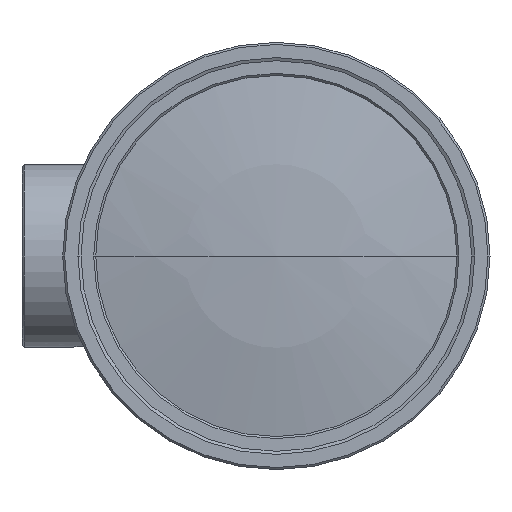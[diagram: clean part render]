
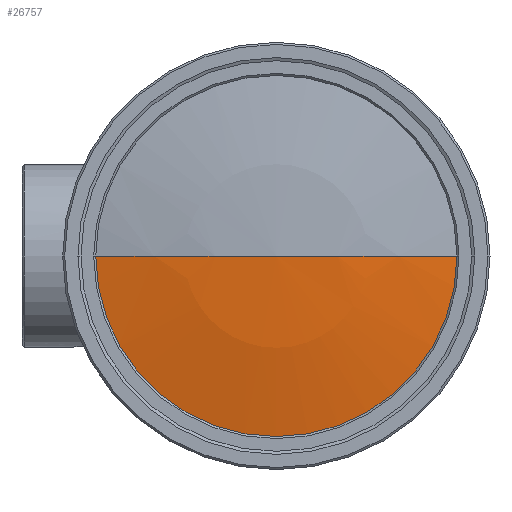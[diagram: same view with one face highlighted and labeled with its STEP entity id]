
A CAD part, left-side view. The second image highlights one B-rep face of the part: STEP entity #26757.
In plain terms, the highlighted spherical face has radius 89.07 mm.
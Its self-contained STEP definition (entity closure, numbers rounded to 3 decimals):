
#25420=CARTESIAN_POINT('',(-53.93,0.,0.));
#25421=DIRECTION('',(0.,0.,1.));
#25422=DIRECTION('',(-0.979,0.202,0.));
#25423=AXIS2_PLACEMENT_3D('',#25420,#25421,#25422);
#25425=CARTESIAN_POINT('',(-53.93,0.,0.));
#25426=DIRECTION('',(0.,0.,-1.));
#25427=DIRECTION('',(-0.979,-0.202,0.));
#25428=AXIS2_PLACEMENT_3D('',#25425,#25426,#25427);
#25430=CARTESIAN_POINT('',(-141.173,0.,0.));
#25431=DIRECTION('',(-1.,0.,0.));
#25432=DIRECTION('',(0.,1.,0.));
#25433=AXIS2_PLACEMENT_3D('',#25430,#25431,#25432);
#25512=CARTESIAN_POINT('',(-141.173,17.95,0.));
#25513=VERTEX_POINT('',#25512);
#25514=CARTESIAN_POINT('',(-143.,0.,0.));
#25515=VERTEX_POINT('',#25514);
#25596=CARTESIAN_POINT('',(-141.173,-17.95,0.));
#25597=VERTEX_POINT('',#25596);
#26745=CARTESIAN_POINT('',(-53.93,0.,0.));
#26746=DIRECTION('',(1.,0.,0.));
#26747=DIRECTION('',(0.,-1.,0.));
#26748=AXIS2_PLACEMENT_3D('',#26745,#26746,#26747);
#26749=SPHERICAL_SURFACE('',#26748,89.07);
#26751=ORIENTED_EDGE('',*,*,#26750,.T.);
#26753=ORIENTED_EDGE('',*,*,#26752,.F.);
#26754=ORIENTED_EDGE('',*,*,#26738,.F.);
#26755=EDGE_LOOP('',(#26751,#26753,#26754));
#26756=FACE_OUTER_BOUND('',#26755,.F.);
#25424=CIRCLE('',#25423,89.07);
#25429=CIRCLE('',#25428,89.07);
#25434=CIRCLE('',#25433,17.95);
#26738=EDGE_CURVE('',#25513,#25597,#25434,.T.);
#26750=EDGE_CURVE('',#25513,#25515,#25424,.T.);
#26752=EDGE_CURVE('',#25597,#25515,#25429,.T.);
#26757=ADVANCED_FACE('',(#26756),#26749,.T.);
